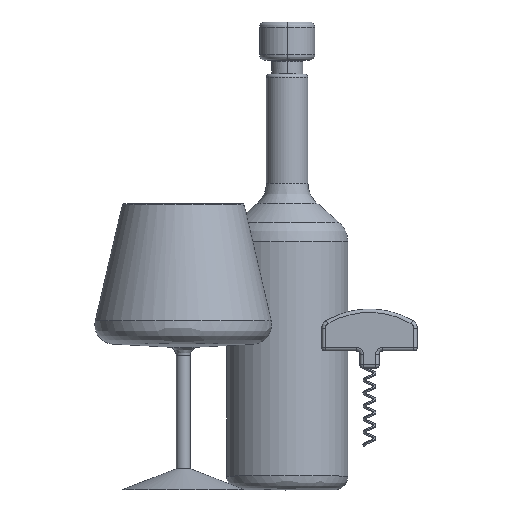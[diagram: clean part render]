
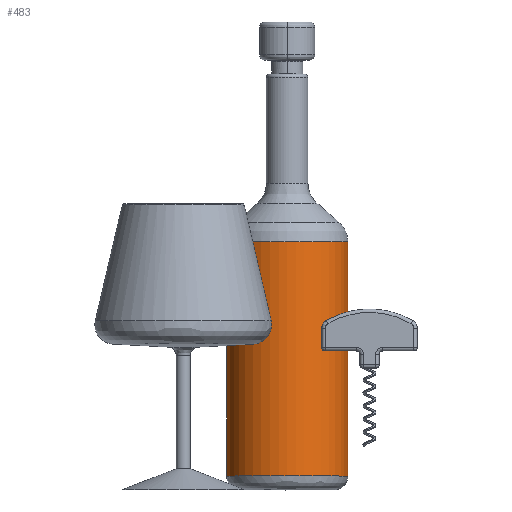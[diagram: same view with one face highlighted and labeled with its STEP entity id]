
A CAD part, top view. The second image highlights one B-rep face of the part: STEP entity #483.
In plain terms, the highlighted free-form (B-spline) face has degree [2, 1] with [5, 2] control points.
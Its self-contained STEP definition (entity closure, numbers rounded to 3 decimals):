
#443 = EDGE_CURVE('',#444,#446,#448,.T.);
#444 = VERTEX_POINT('',#445);
#445 = CARTESIAN_POINT('',(-41.304,168.953,0.));
#446 = VERTEX_POINT('',#447);
#447 = CARTESIAN_POINT('',(41.304,168.953,
    0.));
#448 = ( BOUNDED_CURVE() B_SPLINE_CURVE(2,(#449,#450,#451,#452,#453),
.UNSPECIFIED.,.F.,.F.) B_SPLINE_CURVE_WITH_KNOTS((3,2,3),(0.,
1.571,3.142),.PIECEWISE_BEZIER_KNOTS.) CURVE() 
GEOMETRIC_REPRESENTATION_ITEM() RATIONAL_B_SPLINE_CURVE((1.,
0.707,1.,0.707,1.)) REPRESENTATION_ITEM('') );
#449 = CARTESIAN_POINT('',(-41.304,168.953,0.));
#450 = CARTESIAN_POINT('',(-41.304,168.953,
    41.304));
#451 = CARTESIAN_POINT('',(0.,168.953,
    41.304));
#452 = CARTESIAN_POINT('',(41.304,168.953,
    41.304));
#453 = CARTESIAN_POINT('',(41.304,168.953,
    0.));
#483 = ADVANCED_FACE('',(#484),#509,.T.);
#484 = FACE_BOUND('',#485,.T.);
#485 = EDGE_LOOP('',(#486,#498,#503,#504));
#486 = ORIENTED_EDGE('',*,*,#487,.T.);
#487 = EDGE_CURVE('',#488,#490,#492,.T.);
#488 = VERTEX_POINT('',#489);
#489 = CARTESIAN_POINT('',(-41.304,9.441,0.));
#490 = VERTEX_POINT('',#491);
#491 = CARTESIAN_POINT('',(41.304,9.441,
    0.));
#492 = ( BOUNDED_CURVE() B_SPLINE_CURVE(2,(#493,#494,#495,#496,#497),
.UNSPECIFIED.,.F.,.F.) B_SPLINE_CURVE_WITH_KNOTS((3,2,3),(0.,
1.571,3.142),.PIECEWISE_BEZIER_KNOTS.) CURVE() 
GEOMETRIC_REPRESENTATION_ITEM() RATIONAL_B_SPLINE_CURVE((1.,
0.707,1.,0.707,1.)) REPRESENTATION_ITEM('') );
#493 = CARTESIAN_POINT('',(-41.304,9.441,0.));
#494 = CARTESIAN_POINT('',(-41.304,9.441,
    41.304));
#495 = CARTESIAN_POINT('',(0.,9.441,
    41.304));
#496 = CARTESIAN_POINT('',(41.304,9.441,
    41.304));
#497 = CARTESIAN_POINT('',(41.304,9.441,
    0.));
#498 = ORIENTED_EDGE('',*,*,#499,.T.);
#499 = EDGE_CURVE('',#490,#446,#500,.T.);
#500 = B_SPLINE_CURVE_WITH_KNOTS('',1,(#501,#502),.UNSPECIFIED.,.F.,.F.,
  (2,2),(-232.,-96.834),.PIECEWISE_BEZIER_KNOTS.);
#501 = CARTESIAN_POINT('',(41.304,9.441,
    0.));
#502 = CARTESIAN_POINT('',(41.304,168.953,
    0.));
#503 = ORIENTED_EDGE('',*,*,#443,.F.);
#504 = ORIENTED_EDGE('',*,*,#505,.F.);
#505 = EDGE_CURVE('',#488,#444,#506,.T.);
#506 = B_SPLINE_CURVE_WITH_KNOTS('',1,(#507,#508),.UNSPECIFIED.,.F.,.F.,
  (2,2),(-232.,-96.834),.PIECEWISE_BEZIER_KNOTS.);
#507 = CARTESIAN_POINT('',(-41.304,9.441,0.));
#508 = CARTESIAN_POINT('',(-41.304,168.953,0.));
#509 = ( BOUNDED_SURFACE() B_SPLINE_SURFACE(2,1,(
    (#510,#511)
    ,(#512,#513)
    ,(#514,#515)
    ,(#516,#517)
,(#518,#519
    )),.UNSPECIFIED.,.F.,.F.,.F.) B_SPLINE_SURFACE_WITH_KNOTS((3,2,3),(2
    ,2),(0.,1.571,3.142),(-232.,-96.834),
.PIECEWISE_BEZIER_KNOTS.) GEOMETRIC_REPRESENTATION_ITEM() 
RATIONAL_B_SPLINE_SURFACE((
    (1.,1.)
    ,(0.707,0.707)
    ,(1.,1.)
    ,(0.707,0.707)
,(1.,1.))) REPRESENTATION_ITEM('') SURFACE() );
#510 = CARTESIAN_POINT('',(-41.304,9.441,0.));
#511 = CARTESIAN_POINT('',(-41.304,168.953,0.));
#512 = CARTESIAN_POINT('',(-41.304,9.441,
    41.304));
#513 = CARTESIAN_POINT('',(-41.304,168.953,
    41.304));
#514 = CARTESIAN_POINT('',(0.,9.441,
    41.304));
#515 = CARTESIAN_POINT('',(0.,168.953,
    41.304));
#516 = CARTESIAN_POINT('',(41.304,9.441,
    41.304));
#517 = CARTESIAN_POINT('',(41.304,168.953,
    41.304));
#518 = CARTESIAN_POINT('',(41.304,9.441,
    0.));
#519 = CARTESIAN_POINT('',(41.304,168.953,
    0.));
